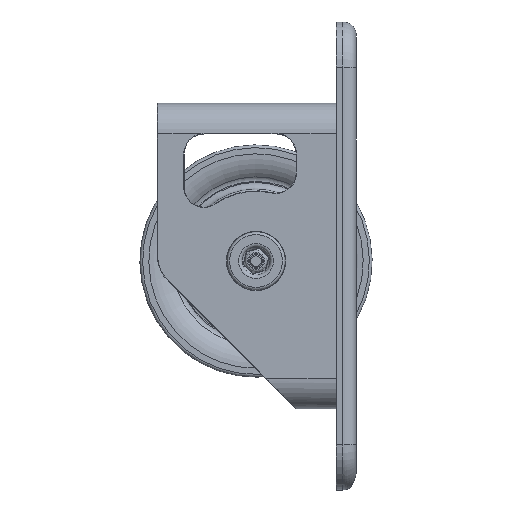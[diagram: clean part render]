
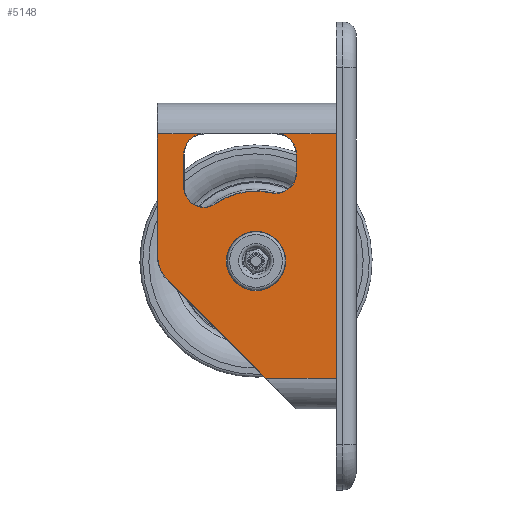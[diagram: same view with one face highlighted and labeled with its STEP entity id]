
A CAD part, front view. The second image highlights one B-rep face of the part: STEP entity #5148.
In plain terms, the highlighted planar face has unit normal (0, -1, 0).
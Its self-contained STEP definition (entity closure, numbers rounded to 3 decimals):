
#306=LINE('',#8688,#569);
#312=LINE('',#8743,#575);
#313=LINE('',#8745,#576);
#314=LINE('',#8749,#577);
#315=LINE('',#8750,#578);
#316=LINE('',#8752,#579);
#317=LINE('',#8756,#580);
#318=LINE('',#8763,#581);
#569=VECTOR('',#6809,10.);
#575=VECTOR('',#6859,10.);
#576=VECTOR('',#6860,10.);
#577=VECTOR('',#6863,10.);
#578=VECTOR('',#6864,10.);
#579=VECTOR('',#6865,10.);
#580=VECTOR('',#6868,10.);
#581=VECTOR('',#6875,10.);
#773=FACE_BOUND('',#1372,.T.);
#844=PLANE('',#5683);
#1010=FACE_OUTER_BOUND('',#1371,.T.);
#1371=EDGE_LOOP('',(#3977,#3978,#3979,#3980,#3981,#3982,#3983,#3984,#3985,
#3986,#3987,#3988,#3989,#3990));
#1372=EDGE_LOOP('',(#3991));
#1829=CIRCLE('',#5679,8.85);
#1833=CIRCLE('',#5684,6.1);
#1834=CIRCLE('',#5685,9.9);
#1835=CIRCLE('',#5686,6.1);
#1836=CIRCLE('',#5687,6.1);
#1837=CIRCLE('',#5688,20.9);
#1838=CIRCLE('',#5689,6.1);
#2299=VERTEX_POINT('',#8685);
#2300=VERTEX_POINT('',#8687);
#2310=VERTEX_POINT('',#8731);
#2313=VERTEX_POINT('',#8739);
#2314=VERTEX_POINT('',#8740);
#2315=VERTEX_POINT('',#8742);
#2316=VERTEX_POINT('',#8744);
#2317=VERTEX_POINT('',#8746);
#2318=VERTEX_POINT('',#8748);
#2319=VERTEX_POINT('',#8751);
#2320=VERTEX_POINT('',#8753);
#2321=VERTEX_POINT('',#8755);
#2322=VERTEX_POINT('',#8757);
#2323=VERTEX_POINT('',#8759);
#2324=VERTEX_POINT('',#8761);
#2876=EDGE_CURVE('',#2299,#2300,#306,.T.);
#2893=EDGE_CURVE('',#2310,#2310,#1829,.T.);
#2897=EDGE_CURVE('',#2313,#2314,#1833,.T.);
#2898=EDGE_CURVE('',#2313,#2315,#312,.T.);
#2899=EDGE_CURVE('',#2316,#2315,#313,.T.);
#2900=EDGE_CURVE('',#2317,#2316,#1834,.T.);
#2901=EDGE_CURVE('',#2318,#2317,#314,.T.);
#2902=EDGE_CURVE('',#2300,#2318,#315,.T.);
#2903=EDGE_CURVE('',#2299,#2319,#316,.T.);
#2904=EDGE_CURVE('',#2320,#2319,#1835,.T.);
#2905=EDGE_CURVE('',#2321,#2320,#317,.T.);
#2906=EDGE_CURVE('',#2322,#2321,#1836,.T.);
#2907=EDGE_CURVE('',#2323,#2322,#1837,.T.);
#2908=EDGE_CURVE('',#2324,#2323,#1838,.T.);
#2909=EDGE_CURVE('',#2314,#2324,#318,.T.);
#3977=ORIENTED_EDGE('',*,*,#2897,.F.);
#3978=ORIENTED_EDGE('',*,*,#2898,.T.);
#3979=ORIENTED_EDGE('',*,*,#2899,.F.);
#3980=ORIENTED_EDGE('',*,*,#2900,.F.);
#3981=ORIENTED_EDGE('',*,*,#2901,.F.);
#3982=ORIENTED_EDGE('',*,*,#2902,.F.);
#3983=ORIENTED_EDGE('',*,*,#2876,.F.);
#3984=ORIENTED_EDGE('',*,*,#2903,.T.);
#3985=ORIENTED_EDGE('',*,*,#2904,.F.);
#3986=ORIENTED_EDGE('',*,*,#2905,.F.);
#3987=ORIENTED_EDGE('',*,*,#2906,.F.);
#3988=ORIENTED_EDGE('',*,*,#2907,.F.);
#3989=ORIENTED_EDGE('',*,*,#2908,.F.);
#3990=ORIENTED_EDGE('',*,*,#2909,.F.);
#3991=ORIENTED_EDGE('',*,*,#2893,.F.);
#5148=ADVANCED_FACE('',(#1010,#773),#844,.T.);
#5679=AXIS2_PLACEMENT_3D('',#8732,#6847,#6848);
#5683=AXIS2_PLACEMENT_3D('',#8738,#6855,#6856);
#5684=AXIS2_PLACEMENT_3D('',#8741,#6857,#6858);
#5685=AXIS2_PLACEMENT_3D('',#8747,#6861,#6862);
#5686=AXIS2_PLACEMENT_3D('',#8754,#6866,#6867);
#5687=AXIS2_PLACEMENT_3D('',#8758,#6869,#6870);
#5688=AXIS2_PLACEMENT_3D('',#8760,#6871,#6872);
#5689=AXIS2_PLACEMENT_3D('',#8762,#6873,#6874);
#6809=DIRECTION('',(0.,0.,-1.));
#6847=DIRECTION('center_axis',(0.,-1.,0.));
#6848=DIRECTION('ref_axis',(-1.,0.,0.));
#6855=DIRECTION('center_axis',(0.,-1.,0.));
#6856=DIRECTION('ref_axis',(0.,0.,-1.));
#6857=DIRECTION('center_axis',(0.,-1.,0.));
#6858=DIRECTION('ref_axis',(-0.707,0.,0.707));
#6859=DIRECTION('',(-1.,0.,0.));
#6860=DIRECTION('',(0.,0.,1.));
#6861=DIRECTION('center_axis',(0.,1.,0.));
#6862=DIRECTION('ref_axis',(-0.924,0.,-0.383));
#6863=DIRECTION('',(-0.707,0.,0.707));
#6864=DIRECTION('',(-1.,0.,0.));
#6865=DIRECTION('',(-1.,0.,0.));
#6866=DIRECTION('center_axis',(0.,-1.,0.));
#6867=DIRECTION('ref_axis',(0.707,0.,0.707));
#6868=DIRECTION('',(0.,0.,1.));
#6869=DIRECTION('center_axis',(0.,-1.,0.));
#6870=DIRECTION('ref_axis',(0.624,0.,-0.782));
#6871=DIRECTION('center_axis',(0.,1.,0.));
#6872=DIRECTION('ref_axis',(-0.192,0.,0.981));
#6873=DIRECTION('center_axis',(0.,-1.,0.));
#6874=DIRECTION('ref_axis',(-0.461,0.,-0.887));
#6875=DIRECTION('',(0.,0.,-1.));
#8685=CARTESIAN_POINT('',(0.,-11.25,38.));
#8687=CARTESIAN_POINT('',(0.,-11.25,-35.));
#8688=CARTESIAN_POINT('',(0.,-11.25,38.));
#8731=CARTESIAN_POINT('',(-24.,-11.25,-8.85));
#8732=CARTESIAN_POINT('Origin',(-24.,-11.25,0.));
#8738=CARTESIAN_POINT('Origin',(0.,-11.25,38.));
#8739=CARTESIAN_POINT('',(-40.6,-11.25,38.));
#8740=CARTESIAN_POINT('',(-45.6,-11.25,32.));
#8741=CARTESIAN_POINT('Origin',(-39.5,-11.25,32.));
#8742=CARTESIAN_POINT('',(-53.4,-11.25,38.));
#8743=CARTESIAN_POINT('',(0.,-11.25,38.));
#8744=CARTESIAN_POINT('',(-53.4,-11.25,1.392));
#8745=CARTESIAN_POINT('',(-53.4,-11.25,19.75));
#8746=CARTESIAN_POINT('',(-50.5,-11.25,-5.608));
#8747=CARTESIAN_POINT('Origin',(-43.5,-11.25,1.392));
#8748=CARTESIAN_POINT('',(-21.109,-11.25,-35.));
#8749=CARTESIAN_POINT('',(-48.777,-11.25,-7.331));
#8750=CARTESIAN_POINT('',(0.,-11.25,-35.));
#8751=CARTESIAN_POINT('',(-16.9,-11.25,38.));
#8752=CARTESIAN_POINT('',(0.,-11.25,38.));
#8753=CARTESIAN_POINT('',(-11.9,-11.25,32.));
#8754=CARTESIAN_POINT('Origin',(-18.,-11.25,32.));
#8755=CARTESIAN_POINT('',(-11.9,-11.25,26.325));
#8756=CARTESIAN_POINT('',(-11.9,-11.25,32.162));
#8757=CARTESIAN_POINT('',(-19.356,-11.25,20.377));
#8758=CARTESIAN_POINT('Origin',(-18.,-11.25,26.325));
#8759=CARTESIAN_POINT('',(-35.998,-11.25,17.113));
#8760=CARTESIAN_POINT('Origin',(-24.,-11.25,0.));
#8761=CARTESIAN_POINT('',(-45.6,-11.25,22.108));
#8762=CARTESIAN_POINT('Origin',(-39.5,-11.25,22.108));
#8763=CARTESIAN_POINT('',(-45.6,-11.25,35.));
